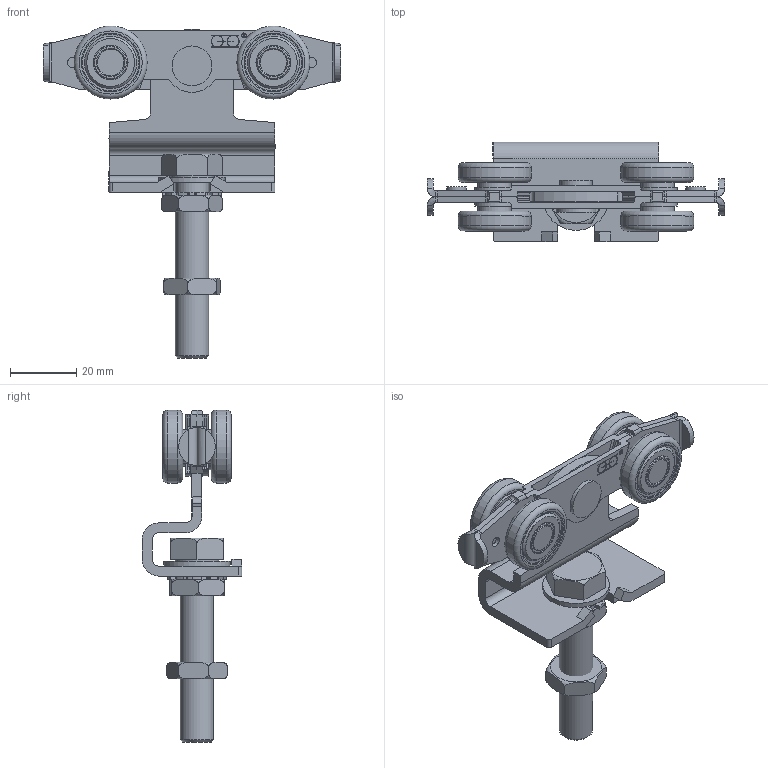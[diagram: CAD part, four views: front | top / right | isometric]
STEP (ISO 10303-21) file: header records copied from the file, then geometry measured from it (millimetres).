
FILE_DESCRIPTION(/* description */ (''),/* implementation_level */ '2;1');
FILE_NAME(/* name */ '9212.stp',/* time_stamp */ '2015-09-22T13:30:55+02:00',/* author */ ('Giuliano'),/* organization */ (''),/* preprocessor_version */ 'ST-DEVELOPER v15.6',/* originating_system */ 'Autodesk Inventor 2015',/* authorisation */ '');
FILE_SCHEMA (('AUTOMOTIVE_DESIGN { 1 0 10303 214 3 1 1 }'));
Length unit declared in the file: millimetre
Products named in the file (13): 15165; 15831; 15211; 39212; 13581; 04527; 06010; 17296; 16973; 16983; 16983_1; 09016; 9212
Assembly tree (19 placements, depth 3):
  9212
    39212
      15165
      15831
      15211
    13581
    04527
    06010  x2
    17296  x4
    16973  x4
    16983
    16983_1
    09016
Bounding box: 89.6 x 30 x 100 mm (x, y, z)
Volume: 32027.4 mm3; surface area: 29086.3 mm2
Topology: 18 solids, 18 shells, 653 faces, 1546 edges, 983 vertices
Faces by surface type: plane 302, cylinder 224, bspline 51, cone 35, torus 33, sphere 8
Full cylindrical faces by diameter (mm): 1.342 x1, 1.458 x1, 3 x2, 4.3 x2, 5.9 x2, 6 x6, 6.2 x4, 8 x2, 8.376 x2, 9.2 x4, 9.9 x1, 10 x1, 10.132 x8, 10.2 x4, 10.4 x1, 10.466 x4, 11 x8, 11.597 x4, 12 x5, 13 x1, 14.722 x4, 15.5 x8, 20.1 x1, 22 x4
Entity records: 18727 total; most frequent: CARTESIAN_POINT 6204, ORIENTED_EDGE 2500, DIRECTION 2481, EDGE_CURVE 1250, AXIS2_PLACEMENT_3D 863, VERTEX_POINT 841, LINE 755, VECTOR 755
